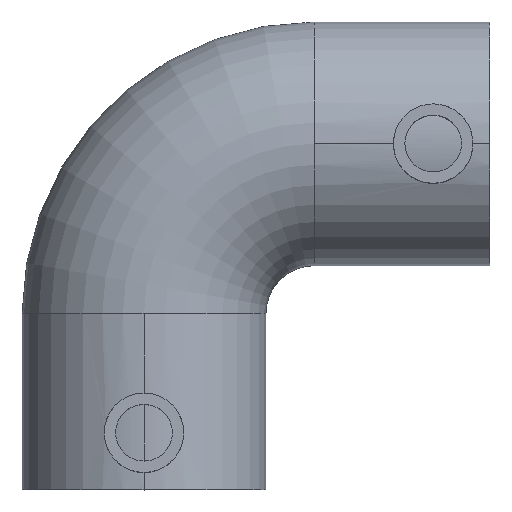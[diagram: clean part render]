
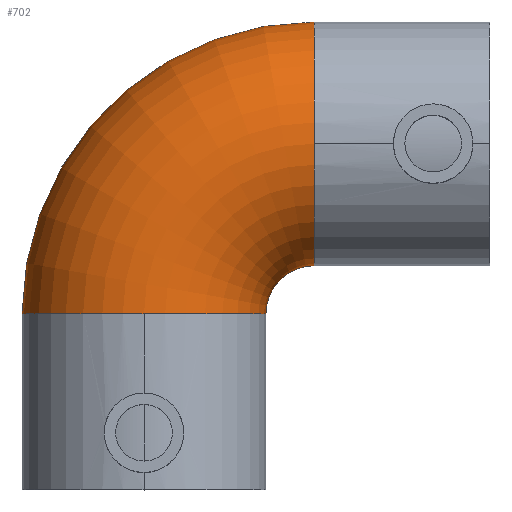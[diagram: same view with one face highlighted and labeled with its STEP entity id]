
A CAD part, top view. The second image highlights one B-rep face of the part: STEP entity #702.
In plain terms, the highlighted toroidal (fillet/blend) face has major radius 30 mm and minor radius 21.5 mm.
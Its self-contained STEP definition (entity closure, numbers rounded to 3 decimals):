
#16 = TOROIDAL_SURFACE ( 'NONE', #1041, 30., 21.5 ) ;
#39 = EDGE_CURVE ( 'NONE', #291, #591, #466, .T. ) ;
#43 = CARTESIAN_POINT ( 'NONE',  ( 30., 61., 0. ) ) ;
#87 = CIRCLE ( 'NONE', #1017, 51.5 ) ;
#90 = DIRECTION ( 'NONE',  ( 0., 1., 0. ) ) ;
#98 = CARTESIAN_POINT ( 'NONE',  ( 0., 31., 0. ) ) ;
#127 = DIRECTION ( 'NONE',  ( 0., 0., 1. ) ) ;
#140 = AXIS2_PLACEMENT_3D ( 'NONE', #43, #509, #235 ) ;
#142 = EDGE_CURVE ( 'NONE', #694, #952, #732, .T. ) ;
#153 = DIRECTION ( 'NONE',  ( 0., 0., 1. ) ) ;
#158 = DIRECTION ( 'NONE',  ( 0., 1., 0. ) ) ;
#184 = CARTESIAN_POINT ( 'NONE',  ( 30., 39.5, 0. ) ) ;
#235 = DIRECTION ( 'NONE',  ( 0., 0., 1. ) ) ;
#259 = CARTESIAN_POINT ( 'NONE',  ( 21.5, 31., 0. ) ) ;
#264 = AXIS2_PLACEMENT_3D ( 'NONE', #500, #968, #127 ) ;
#283 = CIRCLE ( 'NONE', #264, 21.5 ) ;
#291 = VERTEX_POINT ( 'NONE', #1136 ) ;
#341 = DIRECTION ( 'NONE',  ( 0., 0., -1. ) ) ;
#345 = FACE_OUTER_BOUND ( 'NONE', #684, .T. ) ;
#383 = EDGE_CURVE ( 'NONE', #591, #1047, #283, .T. ) ;
#434 = DIRECTION ( 'NONE',  ( 0., 0., -1. ) ) ;
#437 = CARTESIAN_POINT ( 'NONE',  ( 30., 61., 21.5 ) ) ;
#453 = VERTEX_POINT ( 'NONE', #259 ) ;
#466 = CIRCLE ( 'NONE', #140, 21.5 ) ;
#473 = ORIENTED_EDGE ( 'NONE', *, *, #383, .F. ) ;
#484 = EDGE_CURVE ( 'NONE', #694, #291, #87, .T. ) ;
#489 = ORIENTED_EDGE ( 'NONE', *, *, #484, .F. ) ;
#496 = EDGE_CURVE ( 'NONE', #453, #1047, #536, .T. ) ;
#500 = CARTESIAN_POINT ( 'NONE',  ( 30., 61., 0. ) ) ;
#509 = DIRECTION ( 'NONE',  ( 1., 0., 0. ) ) ;
#536 = CIRCLE ( 'NONE', #764, 8.5 ) ;
#581 = AXIS2_PLACEMENT_3D ( 'NONE', #1060, #158, #153 ) ;
#591 = VERTEX_POINT ( 'NONE', #437 ) ;
#612 = DIRECTION ( 'NONE',  ( -1., 0., 0. ) ) ;
#632 = ORIENTED_EDGE ( 'NONE', *, *, #759, .T. ) ;
#637 = CARTESIAN_POINT ( 'NONE',  ( 30., 31., 0. ) ) ;
#647 = DIRECTION ( 'NONE',  ( -1., 0., 0. ) ) ;
#657 = ORIENTED_EDGE ( 'NONE', *, *, #496, .T. ) ;
#681 = ORIENTED_EDGE ( 'NONE', *, *, #39, .F. ) ;
#684 = EDGE_LOOP ( 'NONE', ( #489, #991, #632, #657, #473, #681 ) ) ;
#694 = VERTEX_POINT ( 'NONE', #1162 ) ;
#695 = CIRCLE ( 'NONE', #581, 21.5 ) ;
#702 = ADVANCED_FACE ( 'NONE', ( #345 ), #16, .T. ) ;
#732 = CIRCLE ( 'NONE', #1192, 21.5 ) ;
#734 = DIRECTION ( 'NONE',  ( -1., 0., 0. ) ) ;
#741 = CARTESIAN_POINT ( 'NONE',  ( 0., 31., 21.5 ) ) ;
#759 = EDGE_CURVE ( 'NONE', #952, #453, #695, .T. ) ;
#764 = AXIS2_PLACEMENT_3D ( 'NONE', #637, #1186, #734 ) ;
#888 = CARTESIAN_POINT ( 'NONE',  ( 30., 31., 0. ) ) ;
#952 = VERTEX_POINT ( 'NONE', #741 ) ;
#968 = DIRECTION ( 'NONE',  ( 1., 0., 0. ) ) ;
#991 = ORIENTED_EDGE ( 'NONE', *, *, #142, .T. ) ;
#1008 = CARTESIAN_POINT ( 'NONE',  ( 30., 31., 0. ) ) ;
#1017 = AXIS2_PLACEMENT_3D ( 'NONE', #1008, #341, #647 ) ;
#1041 = AXIS2_PLACEMENT_3D ( 'NONE', #888, #434, #612 ) ;
#1047 = VERTEX_POINT ( 'NONE', #184 ) ;
#1060 = CARTESIAN_POINT ( 'NONE',  ( 0., 31., 0. ) ) ;
#1110 = DIRECTION ( 'NONE',  ( 0., 0., 1. ) ) ;
#1136 = CARTESIAN_POINT ( 'NONE',  ( 30., 82.5, 0. ) ) ;
#1162 = CARTESIAN_POINT ( 'NONE',  ( -21.5, 31., 0. ) ) ;
#1186 = DIRECTION ( 'NONE',  ( 0., 0., -1. ) ) ;
#1192 = AXIS2_PLACEMENT_3D ( 'NONE', #98, #90, #1110 ) ;
